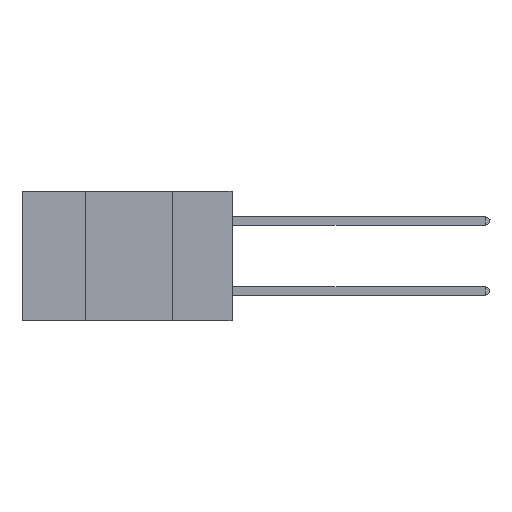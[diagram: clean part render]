
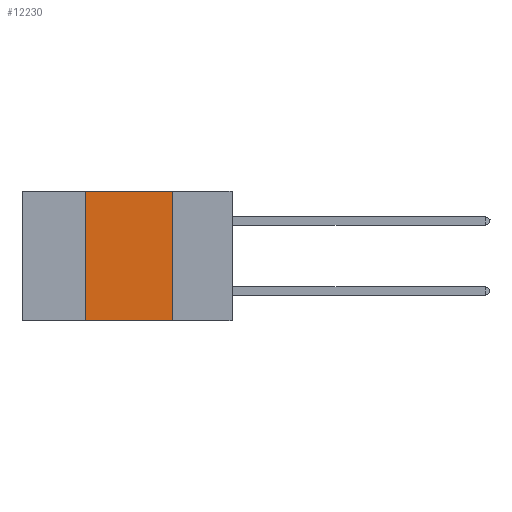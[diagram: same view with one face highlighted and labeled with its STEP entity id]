
A CAD part, left-side view. The second image highlights one B-rep face of the part: STEP entity #12230.
In plain terms, the highlighted planar face has unit normal (-1, 0, 0).
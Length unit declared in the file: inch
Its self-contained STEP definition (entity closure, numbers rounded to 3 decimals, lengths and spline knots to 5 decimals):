
#320 = VECTOR ( 'NONE', #5095, 39.37008 ) ;
#677 = ORIENTED_EDGE ( 'NONE', *, *, #15510, .F. ) ;
#690 = FACE_OUTER_BOUND ( 'NONE', #9486, .T. ) ;
#1929 = CARTESIAN_POINT ( 'NONE',  ( 0., 0.17, 0. ) ) ;
#5095 = DIRECTION ( 'NONE',  ( 0., 0., -1. ) ) ;
#5715 = ORIENTED_EDGE ( 'NONE', *, *, #12513, .T. ) ;
#7685 = DIRECTION ( 'NONE',  ( 1., 0., 0. ) ) ;
#8128 = VECTOR ( 'NONE', #17124, 39.37008 ) ;
#8455 = CARTESIAN_POINT ( 'NONE',  ( 0., 0.6, 0. ) ) ;
#9320 = VERTEX_POINT ( 'NONE', #28303 ) ;
#9486 = EDGE_LOOP ( 'NONE', ( #19376, #677, #21754, #5715 ) ) ;
#10224 = VECTOR ( 'NONE', #23785, 39.37008 ) ;
#11404 = LINE ( 'NONE', #21205, #8128 ) ;
#12193 = PLANE ( 'NONE',  #20902 ) ;
#12230 = ADVANCED_FACE ( 'NONE', ( #690 ), #12193, .F. ) ;
#12409 = LINE ( 'NONE', #14746, #10224 ) ;
#12513 = EDGE_CURVE ( 'NONE', #20586, #27713, #11404, .T. ) ;
#13628 = VERTEX_POINT ( 'NONE', #1929 ) ;
#14021 = CARTESIAN_POINT ( 'NONE',  ( 0., 0.42, -0.37 ) ) ;
#14746 = CARTESIAN_POINT ( 'NONE',  ( 0., 0.42, 0. ) ) ;
#15510 = EDGE_CURVE ( 'NONE', #9320, #13628, #20293, .T. ) ;
#15936 = DIRECTION ( 'NONE',  ( 0., -1., 0. ) ) ;
#16264 = CARTESIAN_POINT ( 'NONE',  ( 0., 0.17, -0.37 ) ) ;
#17124 = DIRECTION ( 'NONE',  ( 0., -1., 0. ) ) ;
#17395 = VECTOR ( 'NONE', #15936, 39.37008 ) ;
#19124 = LINE ( 'NONE', #28619, #320 ) ;
#19376 = ORIENTED_EDGE ( 'NONE', *, *, #24567, .F. ) ;
#20293 = LINE ( 'NONE', #8455, #17395 ) ;
#20586 = VERTEX_POINT ( 'NONE', #14021 ) ;
#20902 = AXIS2_PLACEMENT_3D ( 'NONE', #29008, #7685, #21845 ) ;
#21205 = CARTESIAN_POINT ( 'NONE',  ( 0., 0.6, -0.37 ) ) ;
#21754 = ORIENTED_EDGE ( 'NONE', *, *, #24562, .F. ) ;
#21845 = DIRECTION ( 'NONE',  ( 0., 0., -1. ) ) ;
#23785 = DIRECTION ( 'NONE',  ( 0., 0., 1. ) ) ;
#24562 = EDGE_CURVE ( 'NONE', #20586, #9320, #12409, .T. ) ;
#24567 = EDGE_CURVE ( 'NONE', #13628, #27713, #19124, .T. ) ;
#27713 = VERTEX_POINT ( 'NONE', #16264 ) ;
#28303 = CARTESIAN_POINT ( 'NONE',  ( 0., 0.42, 0. ) ) ;
#28619 = CARTESIAN_POINT ( 'NONE',  ( 0., 0.17, 0. ) ) ;
#29008 = CARTESIAN_POINT ( 'NONE',  ( 0., 0.6, 0. ) ) ;
